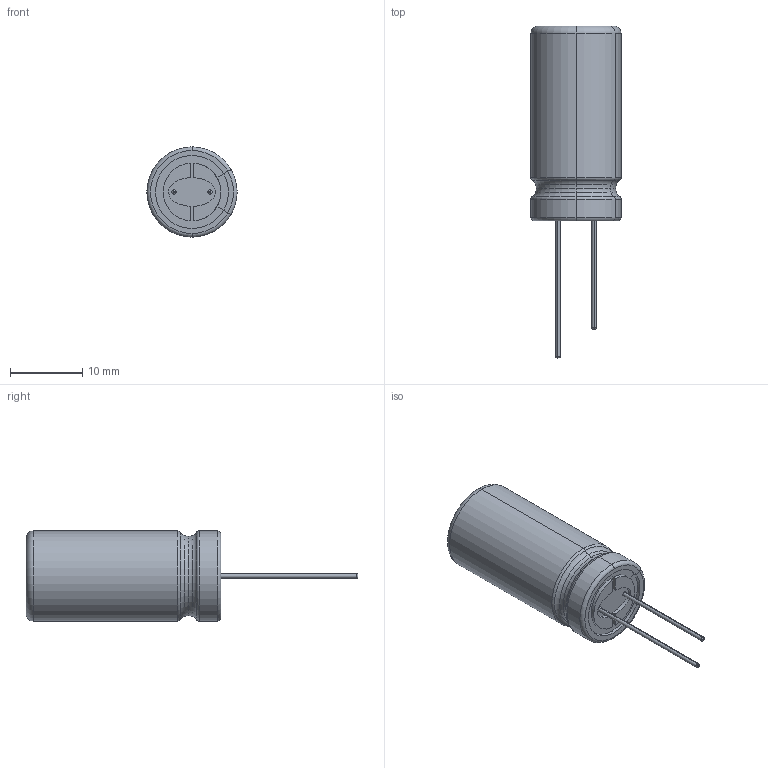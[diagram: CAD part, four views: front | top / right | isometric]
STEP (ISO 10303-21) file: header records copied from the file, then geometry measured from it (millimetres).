
FILE_DESCRIPTION (( 'STEP AP214' ), '1' );
FILE_NAME ('UVR2C101MHD1TO.STEP', '2021-10-29T22:30:32', ( '' ), ( '' ), 'SwSTEP 2.0', 'SolidWorks 2017', '' );
FILE_SCHEMA (( 'AUTOMOTIVE_DESIGN' ));
Length unit declared in the file: millimetre
Products named in the file (1): UVR2C101MHD1TO
Bounding box: 12.5 x 46 x 12.5 mm (x, y, z)
Volume: 3227.1 mm3; surface area: 1976 mm2
Topology: 5 solids, 5 shells, 98 faces, 237 edges, 150 vertices
Faces by surface type: torus 36, plane 35, cylinder 24, bspline 3
Entity records: 2990 total; most frequent: DIRECTION 565, CARTESIAN_POINT 525, ORIENTED_EDGE 474, AXIS2_PLACEMENT_3D 238, EDGE_CURVE 237, VERTEX_POINT 150, CIRCLE 142, EDGE_LOOP 99
